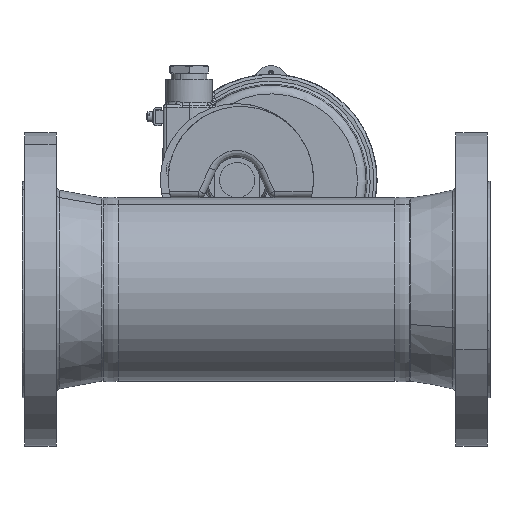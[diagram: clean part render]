
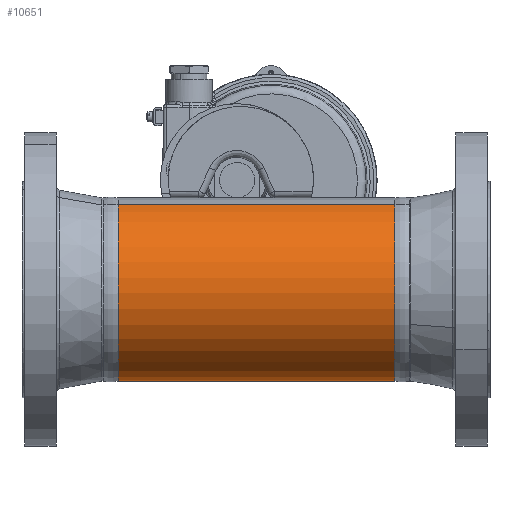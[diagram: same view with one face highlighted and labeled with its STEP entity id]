
A CAD part, front view. The second image highlights one B-rep face of the part: STEP entity #10651.
In plain terms, the highlighted cylindrical face has radius 68.5 mm (diameter 137 mm), a partial arc.
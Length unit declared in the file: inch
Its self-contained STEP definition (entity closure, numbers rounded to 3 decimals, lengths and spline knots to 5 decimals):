
#2151 = VERTEX_POINT ( 'NONE', #4629 ) ;
#2708 = CARTESIAN_POINT ( 'NONE',  ( 10.61073, -1.03204, 2.49156 ) ) ;
#3185 = CARTESIAN_POINT ( 'NONE',  ( 2.30778, 1.03204, -2.49156 ) ) ;
#4629 = CARTESIAN_POINT ( 'NONE',  ( 10.44911, 1.03204, -2.49156 ) ) ;
#7347 = EDGE_LOOP ( 'NONE', ( #12315, #12508, #18773, #29065 ) ) ;
#10121 = CIRCLE ( 'NONE', #21429, 2.69685 ) ;
#10275 = EDGE_CURVE ( 'NONE', #26107, #18291, #12064, .T. ) ;
#10651 = ADVANCED_FACE ( 'NONE', ( #31050 ), #27731, .T. ) ;
#11267 = AXIS2_PLACEMENT_3D ( 'NONE', #41260, #24630, #41693 ) ;
#12064 = LINE ( 'NONE', #2708, #36687 ) ;
#12315 = ORIENTED_EDGE ( 'NONE', *, *, #34658, .F. ) ;
#12508 = ORIENTED_EDGE ( 'NONE', *, *, #40592, .T. ) ;
#14340 = VECTOR ( 'NONE', #30033, 39.37008 ) ;
#16560 = VERTEX_POINT ( 'NONE', #3185 ) ;
#16756 = CIRCLE ( 'NONE', #41508, 2.69685 ) ;
#18291 = VERTEX_POINT ( 'NONE', #26800 ) ;
#18773 = ORIENTED_EDGE ( 'NONE', *, *, #10275, .T. ) ;
#18915 = DIRECTION ( 'NONE',  ( -1., 0., 0. ) ) ;
#21429 = AXIS2_PLACEMENT_3D ( 'NONE', #27220, #26547, #40090 ) ;
#24630 = DIRECTION ( 'NONE',  ( -1., 0., 0. ) ) ;
#26107 = VERTEX_POINT ( 'NONE', #29674 ) ;
#26547 = DIRECTION ( 'NONE',  ( 1., 0., 0. ) ) ;
#26800 = CARTESIAN_POINT ( 'NONE',  ( 2.30778, -1.03204, 2.49156 ) ) ;
#27220 = CARTESIAN_POINT ( 'NONE',  ( 2.30778, 0., 0. ) ) ;
#27731 = CYLINDRICAL_SURFACE ( 'NONE', #11267, 2.69685 ) ;
#29065 = ORIENTED_EDGE ( 'NONE', *, *, #33541, .T. ) ;
#29674 = CARTESIAN_POINT ( 'NONE',  ( 10.44911, -1.03204, 2.49156 ) ) ;
#30033 = DIRECTION ( 'NONE',  ( -1., 0., 0. ) ) ;
#31050 = FACE_OUTER_BOUND ( 'NONE', #7347, .T. ) ;
#32195 = CARTESIAN_POINT ( 'NONE',  ( 10.44911, 0., 0. ) ) ;
#33541 = EDGE_CURVE ( 'NONE', #18291, #16560, #10121, .T. ) ;
#34004 = LINE ( 'NONE', #34220, #14340 ) ;
#34220 = CARTESIAN_POINT ( 'NONE',  ( 10.61073, 1.03204, -2.49156 ) ) ;
#34658 = EDGE_CURVE ( 'NONE', #2151, #16560, #34004, .T. ) ;
#35518 = DIRECTION ( 'NONE',  ( -1., 0., 0. ) ) ;
#36687 = VECTOR ( 'NONE', #18915, 39.37008 ) ;
#39299 = DIRECTION ( 'NONE',  ( 0., -0.383, 0.924 ) ) ;
#40090 = DIRECTION ( 'NONE',  ( 0., -0.383, 0.924 ) ) ;
#40592 = EDGE_CURVE ( 'NONE', #2151, #26107, #16756, .T. ) ;
#41260 = CARTESIAN_POINT ( 'NONE',  ( 10.61073, 0., 0. ) ) ;
#41508 = AXIS2_PLACEMENT_3D ( 'NONE', #32195, #35518, #39299 ) ;
#41693 = DIRECTION ( 'NONE',  ( 0., -0.383, 0.924 ) ) ;
